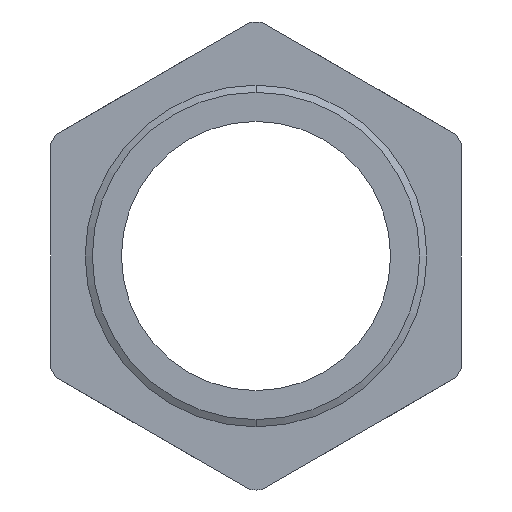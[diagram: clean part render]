
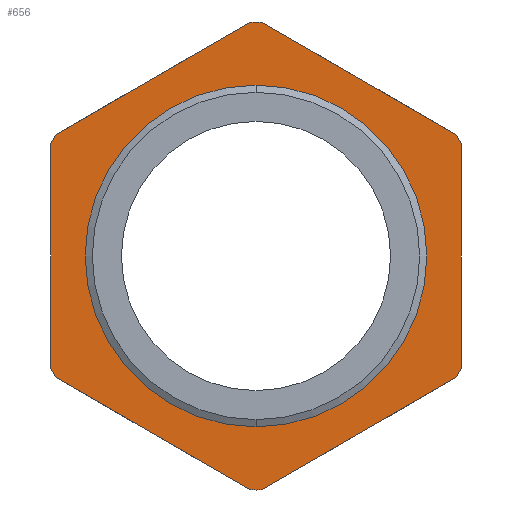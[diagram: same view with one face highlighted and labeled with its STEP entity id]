
A CAD part, front view. The second image highlights one B-rep face of the part: STEP entity #656.
In plain terms, the highlighted planar face has unit normal (0, -1, 0).
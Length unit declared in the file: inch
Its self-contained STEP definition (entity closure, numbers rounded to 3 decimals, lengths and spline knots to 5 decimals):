
#10 = EDGE_CURVE ( 'NONE', #426, #474, #1532, .T. ) ;
#13 = EDGE_CURVE ( 'NONE', #366, #368, #1523, .T. ) ;
#23 = EDGE_CURVE ( 'NONE', #533, #305, #1590, .T. ) ;
#264 = VERTEX_POINT ( 'NONE', #2033 ) ;
#275 = EDGE_CURVE ( 'NONE', #278, #264, #2015, .T. ) ;
#278 = VERTEX_POINT ( 'NONE', #2008 ) ;
#305 = VERTEX_POINT ( 'NONE', #2074 ) ;
#338 = VERTEX_POINT ( 'NONE', #2141 ) ;
#366 = VERTEX_POINT ( 'NONE', #2210 ) ;
#368 = VERTEX_POINT ( 'NONE', #2207 ) ;
#371 = VERTEX_POINT ( 'NONE', #2200 ) ;
#376 = EDGE_CURVE ( 'NONE', #264, #366, #2195, .T. ) ;
#378 = EDGE_CURVE ( 'NONE', #305, #371, #2253, .T. ) ;
#426 = VERTEX_POINT ( 'NONE', #2333 ) ;
#428 = EDGE_CURVE ( 'NONE', #338, #426, #2332, .T. ) ;
#474 = VERTEX_POINT ( 'NONE', #2422 ) ;
#514 = EDGE_CURVE ( 'NONE', #368, #533, #2480, .T. ) ;
#523 = VERTEX_POINT ( 'NONE', #2525 ) ;
#529 = EDGE_CURVE ( 'NONE', #474, #523, #2515, .T. ) ;
#533 = VERTEX_POINT ( 'NONE', #2510 ) ;
#565 = VERTEX_POINT ( 'NONE', #2578 ) ;
#567 = EDGE_CURVE ( 'NONE', #571, #565, #2573, .T. ) ;
#571 = VERTEX_POINT ( 'NONE', #2567 ) ;
#583 = EDGE_CURVE ( 'NONE', #599, #586, #2618, .T. ) ;
#586 = VERTEX_POINT ( 'NONE', #2609 ) ;
#599 = VERTEX_POINT ( 'NONE', #2638 ) ;
#616 = EDGE_CURVE ( 'NONE', #371, #599, #2669, .T. ) ;
#648 = EDGE_CURVE ( 'NONE', #586, #338, #2731, .T. ) ;
#651 = EDGE_CURVE ( 'NONE', #523, #278, #2775, .T. ) ;
#653 = EDGE_LOOP ( 'NONE', ( #682, #678 ) ) ;
#656 = ADVANCED_FACE ( 'NONE', ( #2761, #2760 ), #2763, .T. ) ;
#663 = EDGE_CURVE ( 'NONE', #565, #571, #2804, .T. ) ;
#668 = ORIENTED_EDGE ( 'NONE', *, *, #648, .T. ) ;
#669 = ORIENTED_EDGE ( 'NONE', *, *, #428, .T. ) ;
#670 = ORIENTED_EDGE ( 'NONE', *, *, #616, .T. ) ;
#671 = ORIENTED_EDGE ( 'NONE', *, *, #583, .T. ) ;
#672 = EDGE_LOOP ( 'NONE', ( #674, #675, #673, #670, #671, #668, #669, #687, #689, #683, #684, #686, #685 ) ) ;
#673 = ORIENTED_EDGE ( 'NONE', *, *, #378, .T. ) ;
#674 = ORIENTED_EDGE ( 'NONE', *, *, #514, .T. ) ;
#675 = ORIENTED_EDGE ( 'NONE', *, *, #23, .T. ) ;
#678 = ORIENTED_EDGE ( 'NONE', *, *, #663, .F. ) ;
#682 = ORIENTED_EDGE ( 'NONE', *, *, #567, .F. ) ;
#683 = ORIENTED_EDGE ( 'NONE', *, *, #651, .T. ) ;
#684 = ORIENTED_EDGE ( 'NONE', *, *, #275, .T. ) ;
#685 = ORIENTED_EDGE ( 'NONE', *, *, #13, .T. ) ;
#686 = ORIENTED_EDGE ( 'NONE', *, *, #376, .T. ) ;
#687 = ORIENTED_EDGE ( 'NONE', *, *, #10, .T. ) ;
#689 = ORIENTED_EDGE ( 'NONE', *, *, #529, .T. ) ;
#1517 = CARTESIAN_POINT ( 'NONE',  ( 0.43375, 0.20755, -0.20568 ) ) ;
#1523 = LINE ( 'NONE', #1517, #1576 ) ;
#1525 = DIRECTION ( 'NONE',  ( 0., 0., -1. ) ) ;
#1526 = VECTOR ( 'NONE', #1525, 39.37008 ) ;
#1527 = CARTESIAN_POINT ( 'NONE',  ( -0.395, 0.20755, 0. ) ) ;
#1532 = LINE ( 'NONE', #1527, #1526 ) ;
#1575 = DIRECTION ( 'NONE',  ( 0.866, 0., 0.5 ) ) ;
#1576 = VECTOR ( 'NONE', #1575, 39.37008 ) ;
#1587 = DIRECTION ( 'NONE',  ( 0., 0., 1. ) ) ;
#1588 = VECTOR ( 'NONE', #1587, 39.37008 ) ;
#1589 = CARTESIAN_POINT ( 'NONE',  ( 0.395, 0.20755, 0. ) ) ;
#1590 = LINE ( 'NONE', #1589, #1588 ) ;
#2008 = CARTESIAN_POINT ( 'NONE',  ( -0.01026, 0.20755, -0.45018 ) ) ;
#2011 = DIRECTION ( 'NONE',  ( 0., 0., -1. ) ) ;
#2012 = DIRECTION ( 'NONE',  ( 0., -1., 0. ) ) ;
#2013 = CARTESIAN_POINT ( 'NONE',  ( 0., 0.20755, 0. ) ) ;
#2014 = AXIS2_PLACEMENT_3D ( 'NONE', #2013, #2012, #2011 ) ;
#2015 = CIRCLE ( 'NONE', #2014, 0.4503 ) ;
#2033 = CARTESIAN_POINT ( 'NONE',  ( 0., 0.20755, -0.4503 ) ) ;
#2074 = CARTESIAN_POINT ( 'NONE',  ( 0.395, 0.20755, 0.21621 ) ) ;
#2141 = CARTESIAN_POINT ( 'NONE',  ( -0.38474, 0.20755, 0.23398 ) ) ;
#2193 = CARTESIAN_POINT ( 'NONE',  ( 0., 0.20755, 0. ) ) ;
#2194 = AXIS2_PLACEMENT_3D ( 'NONE', #2193, #2255, #2254 ) ;
#2195 = CIRCLE ( 'NONE', #2194, 0.4503 ) ;
#2200 = CARTESIAN_POINT ( 'NONE',  ( 0.38474, 0.20755, 0.23398 ) ) ;
#2207 = CARTESIAN_POINT ( 'NONE',  ( 0.38474, 0.20755, -0.23398 ) ) ;
#2210 = CARTESIAN_POINT ( 'NONE',  ( 0.01026, 0.20755, -0.45018 ) ) ;
#2249 = DIRECTION ( 'NONE',  ( 0., 0., -1. ) ) ;
#2250 = DIRECTION ( 'NONE',  ( 0., -1., 0. ) ) ;
#2251 = CARTESIAN_POINT ( 'NONE',  ( 0., 0.20755, 0. ) ) ;
#2252 = AXIS2_PLACEMENT_3D ( 'NONE', #2251, #2250, #2249 ) ;
#2253 = CIRCLE ( 'NONE', #2252, 0.4503 ) ;
#2254 = DIRECTION ( 'NONE',  ( 0., 0., -1. ) ) ;
#2255 = DIRECTION ( 'NONE',  ( 0., -1., 0. ) ) ;
#2328 = DIRECTION ( 'NONE',  ( 0., 0., -1. ) ) ;
#2329 = DIRECTION ( 'NONE',  ( 0., -1., 0. ) ) ;
#2330 = CARTESIAN_POINT ( 'NONE',  ( 0., 0.20755, 0. ) ) ;
#2331 = AXIS2_PLACEMENT_3D ( 'NONE', #2330, #2329, #2328 ) ;
#2332 = CIRCLE ( 'NONE', #2331, 0.4503 ) ;
#2333 = CARTESIAN_POINT ( 'NONE',  ( -0.395, 0.20755, 0.21621 ) ) ;
#2422 = CARTESIAN_POINT ( 'NONE',  ( -0.395, 0.20755, -0.21621 ) ) ;
#2476 = DIRECTION ( 'NONE',  ( 0., 0., -1. ) ) ;
#2477 = DIRECTION ( 'NONE',  ( 0., -1., 0. ) ) ;
#2478 = CARTESIAN_POINT ( 'NONE',  ( 0., 0.20755, 0. ) ) ;
#2479 = AXIS2_PLACEMENT_3D ( 'NONE', #2478, #2477, #2476 ) ;
#2480 = CIRCLE ( 'NONE', #2479, 0.4503 ) ;
#2510 = CARTESIAN_POINT ( 'NONE',  ( 0.395, 0.20755, -0.21621 ) ) ;
#2511 = DIRECTION ( 'NONE',  ( 0., 0., -1. ) ) ;
#2512 = DIRECTION ( 'NONE',  ( 0., -1., 0. ) ) ;
#2513 = CARTESIAN_POINT ( 'NONE',  ( 0., 0.20755, 0. ) ) ;
#2514 = AXIS2_PLACEMENT_3D ( 'NONE', #2513, #2512, #2511 ) ;
#2515 = CIRCLE ( 'NONE', #2514, 0.4503 ) ;
#2525 = CARTESIAN_POINT ( 'NONE',  ( -0.38474, 0.20755, -0.23398 ) ) ;
#2567 = CARTESIAN_POINT ( 'NONE',  ( 0., 0.20755, -0.315 ) ) ;
#2569 = DIRECTION ( 'NONE',  ( 0., 0., -1. ) ) ;
#2570 = DIRECTION ( 'NONE',  ( 0., -1., 0. ) ) ;
#2571 = CARTESIAN_POINT ( 'NONE',  ( 0., 0.20755, 0. ) ) ;
#2572 = AXIS2_PLACEMENT_3D ( 'NONE', #2571, #2570, #2569 ) ;
#2573 = CIRCLE ( 'NONE', #2572, 0.315 ) ;
#2578 = CARTESIAN_POINT ( 'NONE',  ( 0., 0.20755, 0.315 ) ) ;
#2609 = CARTESIAN_POINT ( 'NONE',  ( -0.01026, 0.20755, 0.45018 ) ) ;
#2610 = DIRECTION ( 'NONE',  ( 0., 0., -1. ) ) ;
#2612 = DIRECTION ( 'NONE',  ( 0., -1., 0. ) ) ;
#2613 = CARTESIAN_POINT ( 'NONE',  ( 0., 0.20755, 0. ) ) ;
#2614 = AXIS2_PLACEMENT_3D ( 'NONE', #2613, #2612, #2610 ) ;
#2618 = CIRCLE ( 'NONE', #2614, 0.4503 ) ;
#2638 = CARTESIAN_POINT ( 'NONE',  ( 0.01026, 0.20755, 0.45018 ) ) ;
#2666 = DIRECTION ( 'NONE',  ( -0.866, 0., 0.5 ) ) ;
#2667 = VECTOR ( 'NONE', #2666, 39.37008 ) ;
#2668 = CARTESIAN_POINT ( 'NONE',  ( 0.43375, 0.20755, 0.20568 ) ) ;
#2669 = LINE ( 'NONE', #2668, #2667 ) ;
#2722 = DIRECTION ( 'NONE',  ( -0.866, 0., -0.5 ) ) ;
#2723 = VECTOR ( 'NONE', #2722, 39.37008 ) ;
#2730 = CARTESIAN_POINT ( 'NONE',  ( 0.03875, 0.20755, 0.47848 ) ) ;
#2731 = LINE ( 'NONE', #2730, #2723 ) ;
#2749 = DIRECTION ( 'NONE',  ( 0., 0., -1. ) ) ;
#2750 = DIRECTION ( 'NONE',  ( 0., -1., 0. ) ) ;
#2751 = CARTESIAN_POINT ( 'NONE',  ( 0.315, 0.20755, 0. ) ) ;
#2759 = AXIS2_PLACEMENT_3D ( 'NONE', #2751, #2750, #2749 ) ;
#2760 = FACE_OUTER_BOUND ( 'NONE', #672, .T. ) ;
#2761 = FACE_BOUND ( 'NONE', #653, .T. ) ;
#2763 = PLANE ( 'NONE',  #2759 ) ;
#2764 = DIRECTION ( 'NONE',  ( 0.866, 0., -0.5 ) ) ;
#2765 = VECTOR ( 'NONE', #2764, 39.37008 ) ;
#2774 = CARTESIAN_POINT ( 'NONE',  ( 0.03875, 0.20755, -0.47848 ) ) ;
#2775 = LINE ( 'NONE', #2774, #2765 ) ;
#2800 = DIRECTION ( 'NONE',  ( 0., 0., -1. ) ) ;
#2801 = DIRECTION ( 'NONE',  ( 0., -1., 0. ) ) ;
#2802 = CARTESIAN_POINT ( 'NONE',  ( 0., 0.20755, 0. ) ) ;
#2803 = AXIS2_PLACEMENT_3D ( 'NONE', #2802, #2801, #2800 ) ;
#2804 = CIRCLE ( 'NONE', #2803, 0.315 ) ;
